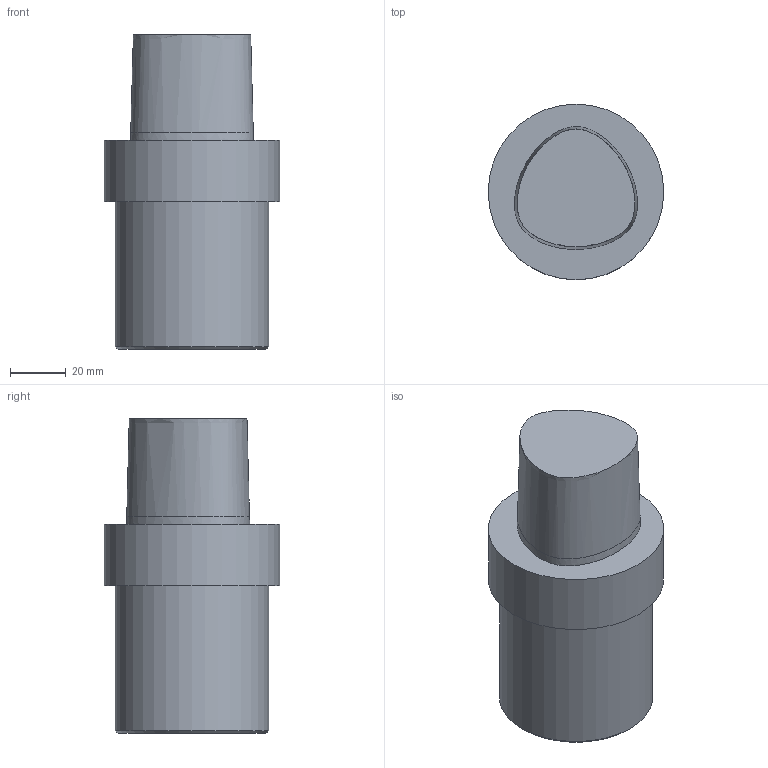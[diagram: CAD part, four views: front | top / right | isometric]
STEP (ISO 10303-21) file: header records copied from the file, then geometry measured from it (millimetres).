
FILE_DESCRIPTION(/* description */ (''),/* implementation_level */ '2;1');
FILE_NAME(/* name */ '204681863ndi000_00.stp',/* time_stamp */ '2023-05-12T07:31:35+02:00',/* author */ (''),/* organization */ (''),/* preprocessor_version */ 'ST-DEVELOPER v16.7',/* originating_system */ 'SIEMENS PLM Software NX 12.0',/* authorisation */ '');
FILE_SCHEMA (('AUTOMOTIVE_DESIGN { 1 0 10303 214 3 1 1 1 }'));
Length unit declared in the file: millimetre
Products named in the file (1): kl6227F0B00Aj4yz
Bounding box: 63 x 63 x 113 mm (x, y, z)
Volume: 201777.3 mm3; surface area: 30604.6 mm2
Topology: 1 solids, 1 shells, 11 faces, 20 edges, 14 vertices
Faces by surface type: plane 5, cylinder 3, bspline 2, cone 1
Full cylindrical faces by diameter (mm): 32 x1, 55 x1, 63 x1
Entity records: 859 total; most frequent: CARTESIAN_POINT 607, DIRECTION 43, ORIENTED_EDGE 28, EDGE_LOOP 20, AXIS2_PLACEMENT_3D 20, FACE_BOUND 17, VERTEX_POINT 14, EDGE_CURVE 14
